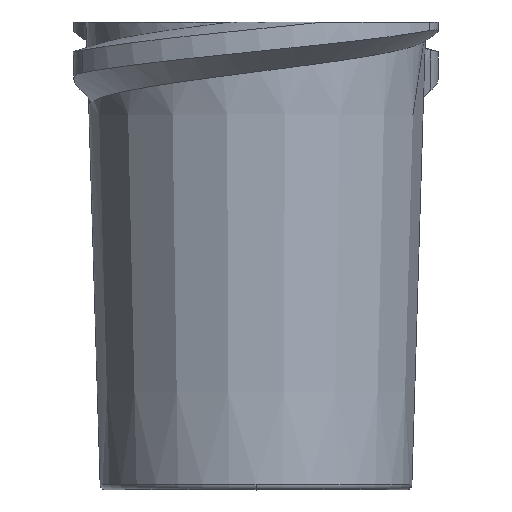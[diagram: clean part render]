
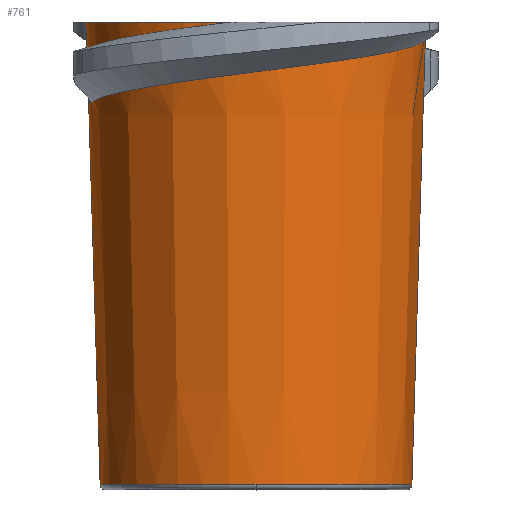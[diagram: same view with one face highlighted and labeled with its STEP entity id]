
A CAD part, top view. The second image highlights one B-rep face of the part: STEP entity #761.
In plain terms, the highlighted conical face has half-angle 1.72 degrees and reference radius 2.915 mm.
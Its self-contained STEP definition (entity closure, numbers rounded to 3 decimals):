
#6 = CARTESIAN_POINT ( 'NONE',  ( -2.358, 7.474, 2.082 ) ) ;
#13 = CARTESIAN_POINT ( 'NONE',  ( -2.692, 8.411, 1.704 ) ) ;
#23 = CARTESIAN_POINT ( 'NONE',  ( 0., 0.097, 0. ) ) ;
#43 = CARTESIAN_POINT ( 'NONE',  ( 2.694, 8.228, 1.668 ) ) ;
#66 = CARTESIAN_POINT ( 'NONE',  ( 0.367, 7.866, 3.136 ) ) ;
#75 = CARTESIAN_POINT ( 'NONE',  ( 0.922, 7.938, 3.022 ) ) ;
#111 = DIRECTION ( 'NONE',  ( 0., 1., 0. ) ) ;
#125 = CARTESIAN_POINT ( 'NONE',  ( -3.136, 8.238, 0.411 ) ) ;
#127 = CARTESIAN_POINT ( 'NONE',  ( 3.149, 8.75, 0.426 ) ) ;
#137 = CARTESIAN_POINT ( 'NONE',  ( 0., 8.75, 0. ) ) ;
#138 = EDGE_LOOP ( 'NONE', ( #680, #882, #1185, #209, #820, #719, #1083, #1160, #176, #1027 ) ) ;
#143 = CARTESIAN_POINT ( 'NONE',  ( -2.95, 7.331, 1.128 ) ) ;
#154 = DIRECTION ( 'NONE',  ( -0.026, -0.999, -0.029 ) ) ;
#161 = CARTESIAN_POINT ( 'NONE',  ( 2.915, 0., 0. ) ) ;
#162 = CARTESIAN_POINT ( 'NONE',  ( -1.733, 8.582, 2.68 ) ) ;
#165 = CARTESIAN_POINT ( 'NONE',  ( -2.915, 0., 0. ) ) ;
#166 = CARTESIAN_POINT ( 'NONE',  ( 0.176, 7.841, 3.152 ) ) ;
#174 = CARTESIAN_POINT ( 'NONE',  ( -1.12, 8.667, 2.991 ) ) ;
#176 = ORIENTED_EDGE ( 'NONE', *, *, #530, .F. ) ;
#181 = VERTEX_POINT ( 'NONE', #1009 ) ;
#209 = ORIENTED_EDGE ( 'NONE', *, *, #1024, .T. ) ;
#214 = EDGE_CURVE ( 'NONE', #1625, #775, #519, .T. ) ;
#287 = CARTESIAN_POINT ( 'NONE',  ( -0.796, 8.707, 3.094 ) ) ;
#299 = CARTESIAN_POINT ( 'NONE',  ( -2.497, 8.451, 1.981 ) ) ;
#303 = CARTESIAN_POINT ( 'NONE',  ( -0.396, 7.766, 3.129 ) ) ;
#306 = DIRECTION ( 'NONE',  ( -1., 0., 0. ) ) ;
#336 = VERTEX_POINT ( 'NONE', #1633 ) ;
#349 = CARTESIAN_POINT ( 'NONE',  ( 2.354, 8.158, 2.117 ) ) ;
#392 = CARTESIAN_POINT ( 'NONE',  ( 0., 8.75, 0. ) ) ;
#395 = CARTESIAN_POINT ( 'NONE',  ( -3.178, 8.75, 0. ) ) ;
#396 = AXIS2_PLACEMENT_3D ( 'NONE', #137, #1084, #1515 ) ;
#454 = EDGE_CURVE ( 'NONE', #965, #1386, #938, .T. ) ;
#455 = CARTESIAN_POINT ( 'NONE',  ( -0.456, 8.75, 3.145 ) ) ;
#464 = CARTESIAN_POINT ( 'NONE',  ( 3.14, 8.4, 0.416 ) ) ;
#484 = CARTESIAN_POINT ( 'NONE',  ( 2.966, 8.301, 1.166 ) ) ;
#519 = B_SPLINE_CURVE_WITH_KNOTS ( 'NONE', 3,
 ( #1559, #287, #174, #162, #1153, #299, #13, #1014, #1303, #702 ),
 .UNSPECIFIED., .F., .F.,
 ( 4, 2, 2, 2, 4 ),
 ( 0., 0.25, 0.5, 0.75, 1. ),
 .UNSPECIFIED. ) ;
#530 = EDGE_CURVE ( 'NONE', #867, #1459, #607, .T. ) ;
#576 = CIRCLE ( 'NONE', #1272, 2.918 ) ;
#578 = LINE ( 'NONE', #161, #1237 ) ;
#602 = VECTOR ( 'NONE', #154, 1000. ) ;
#607 = LINE ( 'NONE', #165, #828 ) ;
#634 = EDGE_CURVE ( 'NONE', #336, #775, #791, .T. ) ;
#680 = ORIENTED_EDGE ( 'NONE', *, *, #784, .F. ) ;
#686 = DIRECTION ( 'NONE',  ( -1., 0., 0. ) ) ;
#699 = B_SPLINE_CURVE_WITH_KNOTS ( 'NONE', 3,
 ( #1706, #1396, #143, #706, #1257, #6, #1120, #1671, #982, #991, #1549, #303, #858, #166, #66, #1157, #75, #1308, #1707, #1039, #349, #1718, #43, #484, #1319, #464 ),
 .UNSPECIFIED., .F., .F.,
 ( 4, 2, 2, 2, 2, 2, 2, 2, 2, 2, 2, 2, 4 ),
 ( 0., 0.125, 0.188, 0.25, 0.375, 0.438, 0.5, 0.563, 0.625, 0.75, 0.813, 0.875, 1. ),
 .UNSPECIFIED. ) ;
#702 = CARTESIAN_POINT ( 'NONE',  ( -3.136, 8.238, 0.411 ) ) ;
#706 = CARTESIAN_POINT ( 'NONE',  ( -2.688, 7.404, 1.63 ) ) ;
#719 = ORIENTED_EDGE ( 'NONE', *, *, #634, .T. ) ;
#761 = ADVANCED_FACE ( 'NONE', ( #809 ), #1597, .T. ) ;
#775 = VERTEX_POINT ( 'NONE', #125 ) ;
#782 = DIRECTION ( 'NONE',  ( 0.03, 1., 0. ) ) ;
#784 = EDGE_CURVE ( 'NONE', #1692, #181, #576, .T. ) ;
#791 = B_SPLINE_CURVE_WITH_KNOTS ( 'NONE', 3,
 ( #1198, #1058, #1349, #1479 ),
 .UNSPECIFIED., .F., .F.,
 ( 4, 4 ),
 ( 0., 0.001 ),
 .UNSPECIFIED. ) ;
#809 = FACE_OUTER_BOUND ( 'NONE', #138, .T. ) ;
#810 = DIRECTION ( 'NONE',  ( -1., 0., 0. ) ) ;
#811 = CARTESIAN_POINT ( 'NONE',  ( 3.14, 8.4, 0.416 ) ) ;
#814 = DIRECTION ( 'NONE',  ( 0., -1., 0. ) ) ;
#817 = CARTESIAN_POINT ( 'NONE',  ( 3.178, 8.75, 0. ) ) ;
#820 = ORIENTED_EDGE ( 'NONE', *, *, #915, .F. ) ;
#828 = VECTOR ( 'NONE', #1705, 1000. ) ;
#858 = CARTESIAN_POINT ( 'NONE',  ( -0.206, 7.791, 3.148 ) ) ;
#863 = CIRCLE ( 'NONE', #1271, 2.918 ) ;
#867 = VERTEX_POINT ( 'NONE', #1295 ) ;
#882 = ORIENTED_EDGE ( 'NONE', *, *, #1750, .T. ) ;
#915 = EDGE_CURVE ( 'NONE', #336, #1384, #699, .T. ) ;
#938 = CIRCLE ( 'NONE', #1313, 3.178 ) ;
#965 = VERTEX_POINT ( 'NONE', #1177 ) ;
#982 = CARTESIAN_POINT ( 'NONE',  ( -1.472, 7.624, 2.804 ) ) ;
#983 = LINE ( 'NONE', #127, #602 ) ;
#991 = CARTESIAN_POINT ( 'NONE',  ( -0.947, 7.695, 3.006 ) ) ;
#1008 = DIRECTION ( 'NONE',  ( 0., -1., 0. ) ) ;
#1009 = CARTESIAN_POINT ( 'NONE',  ( 0., 0.097, 2.918 ) ) ;
#1014 = CARTESIAN_POINT ( 'NONE',  ( -2.993, 8.325, 1.087 ) ) ;
#1024 = EDGE_CURVE ( 'NONE', #965, #1384, #983, .T. ) ;
#1027 = ORIENTED_EDGE ( 'NONE', *, *, #1487, .F. ) ;
#1039 = CARTESIAN_POINT ( 'NONE',  ( 2.221, 8.133, 2.255 ) ) ;
#1043 = CIRCLE ( 'NONE', #396, 3.178 ) ;
#1058 = CARTESIAN_POINT ( 'NONE',  ( -3.118, 7.567, 0.392 ) ) ;
#1083 = ORIENTED_EDGE ( 'NONE', *, *, #214, .F. ) ;
#1084 = DIRECTION ( 'NONE',  ( 0., 1., 0. ) ) ;
#1089 = DIRECTION ( 'NONE',  ( 0., 1., 0. ) ) ;
#1120 = CARTESIAN_POINT ( 'NONE',  ( -2.229, 7.499, 2.221 ) ) ;
#1153 = CARTESIAN_POINT ( 'NONE',  ( -2.017, 8.537, 2.472 ) ) ;
#1157 = CARTESIAN_POINT ( 'NONE',  ( 0.741, 7.914, 3.07 ) ) ;
#1160 = ORIENTED_EDGE ( 'NONE', *, *, #1424, .F. ) ;
#1177 = CARTESIAN_POINT ( 'NONE',  ( 3.149, 8.75, 0.426 ) ) ;
#1185 = ORIENTED_EDGE ( 'NONE', *, *, #454, .F. ) ;
#1198 = CARTESIAN_POINT ( 'NONE',  ( -3.109, 7.232, 0.382 ) ) ;
#1216 = AXIS2_PLACEMENT_3D ( 'NONE', #1373, #1089, #1365 ) ;
#1237 = VECTOR ( 'NONE', #782, 1000. ) ;
#1257 = CARTESIAN_POINT ( 'NONE',  ( -2.587, 7.427, 1.787 ) ) ;
#1271 = AXIS2_PLACEMENT_3D ( 'NONE', #23, #1008, #306 ) ;
#1272 = AXIS2_PLACEMENT_3D ( 'NONE', #1777, #814, #686 ) ;
#1295 = CARTESIAN_POINT ( 'NONE',  ( -2.918, 0.097, 0. ) ) ;
#1303 = CARTESIAN_POINT ( 'NONE',  ( -3.093, 8.281, 0.75 ) ) ;
#1308 = CARTESIAN_POINT ( 'NONE',  ( 1.45, 8.008, 2.828 ) ) ;
#1313 = AXIS2_PLACEMENT_3D ( 'NONE', #392, #111, #810 ) ;
#1319 = CARTESIAN_POINT ( 'NONE',  ( 3.089, 8.352, 0.793 ) ) ;
#1349 = CARTESIAN_POINT ( 'NONE',  ( -3.127, 7.903, 0.401 ) ) ;
#1365 = DIRECTION ( 'NONE',  ( -1., 0., 0. ) ) ;
#1373 = CARTESIAN_POINT ( 'NONE',  ( 0., 0., 0. ) ) ;
#1384 = VERTEX_POINT ( 'NONE', #811 ) ;
#1386 = VERTEX_POINT ( 'NONE', #817 ) ;
#1396 = CARTESIAN_POINT ( 'NONE',  ( -3.065, 7.28, 0.756 ) ) ;
#1424 = EDGE_CURVE ( 'NONE', #1459, #1625, #1043, .T. ) ;
#1459 = VERTEX_POINT ( 'NONE', #395 ) ;
#1479 = CARTESIAN_POINT ( 'NONE',  ( -3.136, 8.238, 0.411 ) ) ;
#1487 = EDGE_CURVE ( 'NONE', #181, #867, #863, .T. ) ;
#1515 = DIRECTION ( 'NONE',  ( -1., 0., 0. ) ) ;
#1544 = CARTESIAN_POINT ( 'NONE',  ( 2.918, 0.097, 0. ) ) ;
#1549 = CARTESIAN_POINT ( 'NONE',  ( -0.768, 7.718, 3.058 ) ) ;
#1559 = CARTESIAN_POINT ( 'NONE',  ( -0.456, 8.75, 3.145 ) ) ;
#1597 = CONICAL_SURFACE ( 'NONE', #1216, 2.915, 0.03 ) ;
#1625 = VERTEX_POINT ( 'NONE', #455 ) ;
#1633 = CARTESIAN_POINT ( 'NONE',  ( -3.109, 7.232, 0.382 ) ) ;
#1671 = CARTESIAN_POINT ( 'NONE',  ( -1.804, 7.573, 2.601 ) ) ;
#1692 = VERTEX_POINT ( 'NONE', #1544 ) ;
#1705 = DIRECTION ( 'NONE',  ( -0.03, 1., 0. ) ) ;
#1706 = CARTESIAN_POINT ( 'NONE',  ( -3.109, 7.232, 0.382 ) ) ;
#1707 = CARTESIAN_POINT ( 'NONE',  ( 1.788, 8.059, 2.63 ) ) ;
#1718 = CARTESIAN_POINT ( 'NONE',  ( 2.589, 8.205, 1.824 ) ) ;
#1750 = EDGE_CURVE ( 'NONE', #1692, #1386, #578, .T. ) ;
#1777 = CARTESIAN_POINT ( 'NONE',  ( 0., 0.097, 0. ) ) ;
